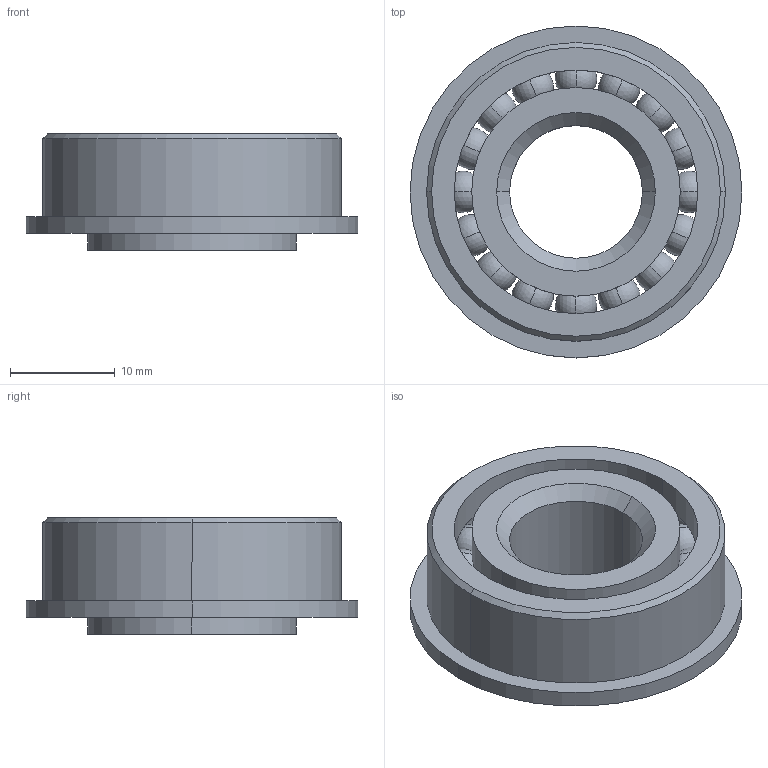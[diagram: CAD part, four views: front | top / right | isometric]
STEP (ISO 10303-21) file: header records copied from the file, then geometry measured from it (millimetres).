
FILE_DESCRIPTION (( 'STEP AP203' ), '1' );
FILE_NAME ('6383K234.step', '2012-06-04T16:19:03', ( 'jim' ), ( '' ), 'SwSTEP 2.0', 'SolidWorks 2009', '' );
FILE_SCHEMA (( 'CONFIG_CONTROL_DESIGN' ));
Length unit declared in the file: inch
Products named in the file (1): 6383K234
Bounding box: 31.75 x 31.75 x 11.11 mm (x, y, z)
Volume: 4425.6 mm3; surface area: 4662.6 mm2
Topology: 18 solids, 18 shells, 63 faces, 174 edges, 116 vertices
Faces by surface type: sphere 32, cylinder 14, torus 6, cone 6, plane 5
Entity records: 1503 total; most frequent: DIRECTION 296, CARTESIAN_POINT 226, ORIENTED_EDGE 188, AXIS2_PLACEMENT_3D 138, EDGE_CURVE 94, CIRCLE 74, VERTEX_POINT 68, EDGE_LOOP 68
